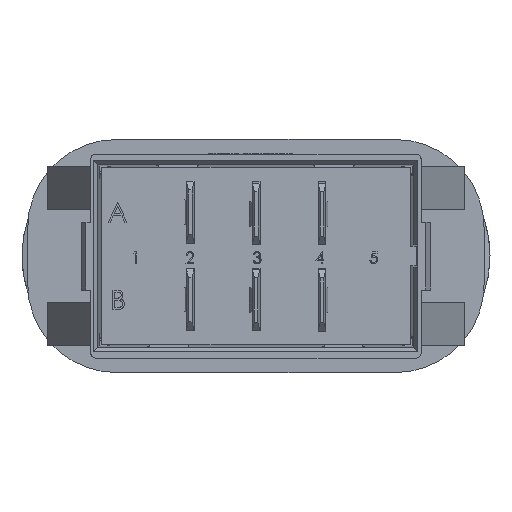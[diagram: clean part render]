
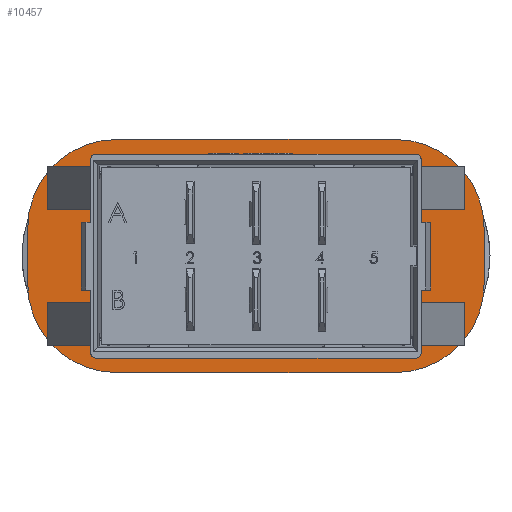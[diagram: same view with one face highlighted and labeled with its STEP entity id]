
A CAD part, front view. The second image highlights one B-rep face of the part: STEP entity #10457.
In plain terms, the highlighted planar face has unit normal (0, -1, 0).
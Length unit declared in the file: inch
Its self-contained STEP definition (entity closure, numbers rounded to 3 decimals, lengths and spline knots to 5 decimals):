
#203=FACE_BOUND('',#1114,.T.);
#316=CIRCLE('',#10769,0.36);
#330=CIRCLE('',#10793,0.36);
#340=CIRCLE('',#10807,0.36);
#385=CIRCLE('',#10966,0.01969);
#408=CIRCLE('',#11037,0.01969);
#409=CIRCLE('',#11039,0.01969);
#410=CIRCLE('',#11041,0.36);
#411=CIRCLE('',#11042,0.01969);
#652=FACE_OUTER_BOUND('',#1113,.T.);
#1113=EDGE_LOOP('',(#7843,#7844,#7845,#7846,#7847,#7848,#7849,#7850));
#1114=EDGE_LOOP('',(#7851,#7852,#7853,#7854,#7855,#7856,#7857,#7858,#7859,
#7860,#7861,#7862,#7863,#7864,#7865,#7866));
#1443=LINE('',#13838,#2765);
#1450=LINE('',#13856,#2772);
#1451=LINE('',#13859,#2773);
#1479=LINE('',#13959,#2801);
#1494=LINE('',#14029,#2816);
#1825=LINE('',#14751,#3147);
#1828=LINE('',#14759,#3150);
#1839=LINE('',#14786,#3161);
#1852=LINE('',#14812,#3174);
#1860=LINE('',#14829,#3182);
#1871=LINE('',#14850,#3193);
#1945=LINE('',#15042,#3267);
#1946=LINE('',#15043,#3268);
#1947=LINE('',#15046,#3269);
#1948=LINE('',#15047,#3270);
#1949=LINE('',#15048,#3271);
#2765=VECTOR('',#11363,0.27559);
#2772=VECTOR('',#11378,0.27559);
#2773=VECTOR('',#11381,1.1811);
#2801=VECTOR('',#11475,1.1811);
#2816=VECTOR('',#11564,0.27559);
#3147=VECTOR('',#12129,0.03937);
#3150=VECTOR('',#12134,0.25591);
#3161=VECTOR('',#12161,0.25591);
#3174=VECTOR('',#12184,0.03937);
#3182=VECTOR('',#12196,0.25591);
#3193=VECTOR('',#12217,0.03937);
#3267=VECTOR('',#12413,1.29921);
#3268=VECTOR('',#12414,0.27559);
#3269=VECTOR('',#12417,1.29921);
#3270=VECTOR('',#12418,0.03937);
#3271=VECTOR('',#12419,0.25591);
#4092=VERTEX_POINT('',#13834);
#4094=VERTEX_POINT('',#13837);
#4096=VERTEX_POINT('',#13843);
#4099=VERTEX_POINT('',#13850);
#4101=VERTEX_POINT('',#13854);
#4102=VERTEX_POINT('',#13858);
#4124=VERTEX_POINT('',#13916);
#4141=VERTEX_POINT('',#13956);
#4158=VERTEX_POINT('',#14026);
#4159=VERTEX_POINT('',#14028);
#4421=VERTEX_POINT('',#14749);
#4424=VERTEX_POINT('',#14756);
#4425=VERTEX_POINT('',#14758);
#4430=VERTEX_POINT('',#14778);
#4432=VERTEX_POINT('',#14784);
#4433=VERTEX_POINT('',#14785);
#4441=VERTEX_POINT('',#14811);
#4447=VERTEX_POINT('',#14826);
#4448=VERTEX_POINT('',#14828);
#4453=VERTEX_POINT('',#14848);
#4508=VERTEX_POINT('',#15031);
#4509=VERTEX_POINT('',#15033);
#4510=VERTEX_POINT('',#15037);
#4511=VERTEX_POINT('',#15044);
#5263=EDGE_CURVE('',#4094,#4092,#1443,.T.);
#5266=EDGE_CURVE('',#4094,#4096,#316,.T.);
#5272=EDGE_CURVE('',#4099,#4101,#1450,.T.);
#5273=EDGE_CURVE('',#4102,#4096,#1451,.T.);
#5301=EDGE_CURVE('',#4099,#4124,#330,.T.);
#5323=EDGE_CURVE('',#4141,#4124,#1479,.T.);
#5324=EDGE_CURVE('',#4141,#4092,#340,.T.);
#5357=EDGE_CURVE('',#4158,#4159,#1494,.T.);
#5718=EDGE_CURVE('',#4158,#4421,#1825,.T.);
#5721=EDGE_CURVE('',#4424,#4425,#1828,.T.);
#5731=EDGE_CURVE('',#4430,#4425,#385,.T.);
#5734=EDGE_CURVE('',#4432,#4433,#1839,.T.);
#5747=EDGE_CURVE('',#4441,#4433,#1852,.T.);
#5755=EDGE_CURVE('',#4447,#4448,#1860,.T.);
#5766=EDGE_CURVE('',#4447,#4453,#1871,.T.);
#5859=EDGE_CURVE('',#4509,#4508,#408,.T.);
#5861=EDGE_CURVE('',#4510,#4448,#409,.F.);
#5863=EDGE_CURVE('',#4102,#4101,#410,.T.);
#5864=EDGE_CURVE('',#4510,#4508,#1945,.T.);
#5865=EDGE_CURVE('',#4441,#4453,#1946,.T.);
#5866=EDGE_CURVE('',#4432,#4511,#411,.F.);
#5867=EDGE_CURVE('',#4430,#4511,#1947,.T.);
#5868=EDGE_CURVE('',#4424,#4159,#1948,.T.);
#5869=EDGE_CURVE('',#4509,#4421,#1949,.T.);
#7843=ORIENTED_EDGE('',*,*,#5324,.F.);
#7844=ORIENTED_EDGE('',*,*,#5323,.T.);
#7845=ORIENTED_EDGE('',*,*,#5301,.F.);
#7846=ORIENTED_EDGE('',*,*,#5272,.T.);
#7847=ORIENTED_EDGE('',*,*,#5863,.F.);
#7848=ORIENTED_EDGE('',*,*,#5273,.T.);
#7849=ORIENTED_EDGE('',*,*,#5266,.F.);
#7850=ORIENTED_EDGE('',*,*,#5263,.T.);
#7851=ORIENTED_EDGE('',*,*,#5864,.F.);
#7852=ORIENTED_EDGE('',*,*,#5861,.T.);
#7853=ORIENTED_EDGE('',*,*,#5755,.F.);
#7854=ORIENTED_EDGE('',*,*,#5766,.T.);
#7855=ORIENTED_EDGE('',*,*,#5865,.F.);
#7856=ORIENTED_EDGE('',*,*,#5747,.T.);
#7857=ORIENTED_EDGE('',*,*,#5734,.F.);
#7858=ORIENTED_EDGE('',*,*,#5866,.T.);
#7859=ORIENTED_EDGE('',*,*,#5867,.F.);
#7860=ORIENTED_EDGE('',*,*,#5731,.T.);
#7861=ORIENTED_EDGE('',*,*,#5721,.F.);
#7862=ORIENTED_EDGE('',*,*,#5868,.T.);
#7863=ORIENTED_EDGE('',*,*,#5357,.F.);
#7864=ORIENTED_EDGE('',*,*,#5718,.T.);
#7865=ORIENTED_EDGE('',*,*,#5869,.F.);
#7866=ORIENTED_EDGE('',*,*,#5859,.T.);
#9636=PLANE('',#11040);
#10457=ADVANCED_FACE('',(#652,#203),#9636,.F.);
#10769=AXIS2_PLACEMENT_3D('',#13844,#11368,#11369);
#10793=AXIS2_PLACEMENT_3D('',#13917,#11437,#11438);
#10807=AXIS2_PLACEMENT_3D('',#13961,#11478,#11479);
#10966=AXIS2_PLACEMENT_3D('',#14779,#12154,#12155);
#11037=AXIS2_PLACEMENT_3D('',#15034,#12401,#12402);
#11039=AXIS2_PLACEMENT_3D('',#15038,#12406,#12407);
#11040=AXIS2_PLACEMENT_3D('',#15040,#12409,#12410);
#11041=AXIS2_PLACEMENT_3D('',#15041,#12411,#12412);
#11042=AXIS2_PLACEMENT_3D('',#15045,#12415,#12416);
#11363=DIRECTION('',(0.,0.,-1.));
#11368=DIRECTION('center_axis',(0.,1.,0.));
#11369=DIRECTION('ref_axis',(-0.707,0.,0.707));
#11378=DIRECTION('',(0.,0.,1.));
#11381=DIRECTION('',(-1.,0.,0.));
#11437=DIRECTION('center_axis',(0.,1.,0.));
#11438=DIRECTION('ref_axis',(0.707,0.,-0.707));
#11475=DIRECTION('',(1.,0.,0.));
#11478=DIRECTION('center_axis',(0.,1.,0.));
#11479=DIRECTION('ref_axis',(-0.707,0.,-0.707));
#11564=DIRECTION('',(0.,0.,-1.));
#12129=DIRECTION('',(1.,0.,0.));
#12134=DIRECTION('',(0.,0.,-1.));
#12154=DIRECTION('center_axis',(0.,1.,0.));
#12155=DIRECTION('ref_axis',(0.,0.,1.));
#12161=DIRECTION('',(0.,0.,1.));
#12184=DIRECTION('',(-1.,0.,0.));
#12196=DIRECTION('',(0.,0.,1.));
#12217=DIRECTION('',(1.,0.,0.));
#12401=DIRECTION('center_axis',(0.,1.,0.));
#12402=DIRECTION('ref_axis',(0.,0.,1.));
#12406=DIRECTION('center_axis',(0.,-1.,0.));
#12407=DIRECTION('ref_axis',(0.,0.,-1.));
#12409=DIRECTION('center_axis',(0.,1.,0.));
#12410=DIRECTION('ref_axis',(0.,0.,1.));
#12411=DIRECTION('center_axis',(0.,1.,0.));
#12412=DIRECTION('ref_axis',(0.707,0.,0.707));
#12413=DIRECTION('',(-1.,0.,0.));
#12414=DIRECTION('',(0.,0.,1.));
#12415=DIRECTION('center_axis',(0.,-1.,0.));
#12416=DIRECTION('ref_axis',(0.,0.,-1.));
#12417=DIRECTION('',(1.,0.,0.));
#12418=DIRECTION('',(-1.,0.,0.));
#12419=DIRECTION('',(0.,0.,-1.));
#13834=CARTESIAN_POINT('',(-0.79556,0.53477,-0.11244));
#13837=CARTESIAN_POINT('',(-0.79556,0.53477,0.11244));
#13838=CARTESIAN_POINT('',(-0.79556,0.53477,0.1378));
#13843=CARTESIAN_POINT('',(-0.43556,0.53477,0.47244));
#13844=CARTESIAN_POINT('Origin',(-0.43556,0.53477,0.11244));
#13850=CARTESIAN_POINT('',(1.05483,0.53477,-0.11244));
#13854=CARTESIAN_POINT('',(1.05483,0.53477,0.11244));
#13856=CARTESIAN_POINT('',(1.05483,0.53477,-0.1378));
#13858=CARTESIAN_POINT('',(0.69483,0.53477,0.47244));
#13859=CARTESIAN_POINT('',(0.72018,0.53477,0.47244));
#13916=CARTESIAN_POINT('',(0.69483,0.53477,-0.47244));
#13917=CARTESIAN_POINT('Origin',(0.69483,0.53477,-0.11244));
#13956=CARTESIAN_POINT('',(-0.43556,0.53477,-0.47244));
#13959=CARTESIAN_POINT('',(-0.46092,0.53477,-0.47244));
#13961=CARTESIAN_POINT('Origin',(-0.43556,0.53477,-0.11244));
#14026=CARTESIAN_POINT('',(-0.57903,0.53477,0.1378));
#14028=CARTESIAN_POINT('',(-0.57903,0.53477,-0.1378));
#14029=CARTESIAN_POINT('',(-0.57903,0.53477,0.1378));
#14749=CARTESIAN_POINT('',(-0.53966,0.53477,0.1378));
#14751=CARTESIAN_POINT('',(-0.57903,0.53477,0.1378));
#14756=CARTESIAN_POINT('',(-0.53966,0.53477,-0.1378));
#14758=CARTESIAN_POINT('',(-0.53966,0.53477,-0.3937));
#14759=CARTESIAN_POINT('',(-0.53966,0.53477,-0.1378));
#14778=CARTESIAN_POINT('',(-0.51997,0.53477,-0.41339));
#14779=CARTESIAN_POINT('Origin',(-0.51997,0.53477,-0.3937));
#14784=CARTESIAN_POINT('',(0.79892,0.53477,-0.3937));
#14785=CARTESIAN_POINT('',(0.79892,0.53477,-0.1378));
#14786=CARTESIAN_POINT('',(0.79892,0.53477,-0.3937));
#14811=CARTESIAN_POINT('',(0.83829,0.53477,-0.1378));
#14812=CARTESIAN_POINT('',(0.83829,0.53477,-0.1378));
#14826=CARTESIAN_POINT('',(0.79892,0.53477,0.1378));
#14828=CARTESIAN_POINT('',(0.79892,0.53477,0.3937));
#14829=CARTESIAN_POINT('',(0.79892,0.53477,0.1378));
#14848=CARTESIAN_POINT('',(0.83829,0.53477,0.1378));
#14850=CARTESIAN_POINT('',(0.79892,0.53477,0.1378));
#15031=CARTESIAN_POINT('',(-0.51997,0.53477,0.41339));
#15033=CARTESIAN_POINT('',(-0.53966,0.53477,0.3937));
#15034=CARTESIAN_POINT('Origin',(-0.51997,0.53477,0.3937));
#15037=CARTESIAN_POINT('',(0.77924,0.53477,0.41339));
#15038=CARTESIAN_POINT('Origin',(0.77924,0.53477,0.3937));
#15040=CARTESIAN_POINT('Origin',(1.05483,0.53477,-0.47244));
#15041=CARTESIAN_POINT('Origin',(0.69483,0.53477,0.11244));
#15042=CARTESIAN_POINT('',(0.77924,0.53477,0.41339));
#15043=CARTESIAN_POINT('',(0.83829,0.53477,-0.1378));
#15044=CARTESIAN_POINT('',(0.77924,0.53477,-0.41339));
#15045=CARTESIAN_POINT('Origin',(0.77924,0.53477,-0.3937));
#15046=CARTESIAN_POINT('',(-0.51997,0.53477,-0.41339));
#15047=CARTESIAN_POINT('',(-0.53966,0.53477,-0.1378));
#15048=CARTESIAN_POINT('',(-0.53966,0.53477,0.3937));
